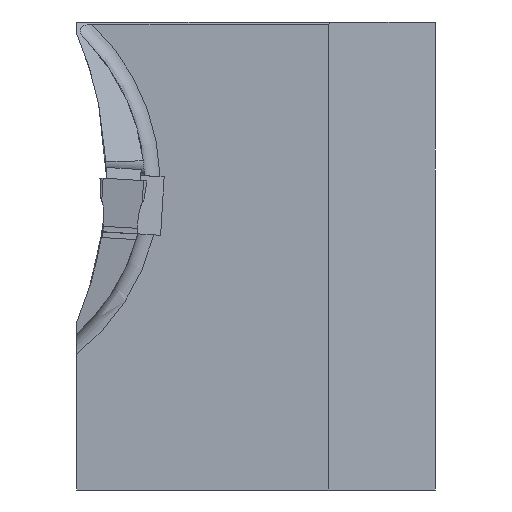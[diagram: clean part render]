
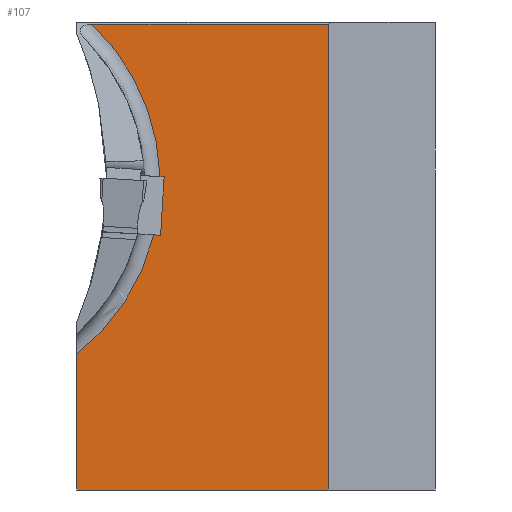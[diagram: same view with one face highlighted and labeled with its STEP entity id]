
A CAD part, left-side view. The second image highlights one B-rep face of the part: STEP entity #107.
In plain terms, the highlighted planar face has unit normal (-1, 0, 0).
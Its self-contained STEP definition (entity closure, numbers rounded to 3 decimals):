
#73=CIRCLE('',#1187,14.);
#74=CIRCLE('',#1188,14.);
#107=ADVANCED_FACE('',(#208),#168,.F.);
#168=PLANE('',#1189);
#208=FACE_OUTER_BOUND('',#269,.T.);
#269=EDGE_LOOP('',(#376,#377,#378,#379,#380,#381,#382,#383,#384));
#376=ORIENTED_EDGE('',*,*,#819,.F.);
#377=ORIENTED_EDGE('',*,*,#820,.F.);
#378=ORIENTED_EDGE('',*,*,#821,.F.);
#379=ORIENTED_EDGE('',*,*,#822,.T.);
#380=ORIENTED_EDGE('',*,*,#823,.T.);
#381=ORIENTED_EDGE('',*,*,#824,.F.);
#382=ORIENTED_EDGE('',*,*,#825,.T.);
#383=ORIENTED_EDGE('',*,*,#812,.F.);
#384=ORIENTED_EDGE('',*,*,#826,.T.);
#702=VERTEX_POINT('',#1643);
#703=VERTEX_POINT('',#1645);
#708=VERTEX_POINT('',#1659);
#709=VERTEX_POINT('',#1660);
#710=VERTEX_POINT('',#1662);
#711=VERTEX_POINT('',#1664);
#712=VERTEX_POINT('',#1666);
#713=VERTEX_POINT('',#1668);
#714=VERTEX_POINT('',#1670);
#812=EDGE_CURVE('',#702,#703,#974,.T.);
#819=EDGE_CURVE('',#708,#709,#979,.T.);
#820=EDGE_CURVE('',#710,#708,#980,.T.);
#821=EDGE_CURVE('',#711,#710,#981,.T.);
#822=EDGE_CURVE('',#711,#712,#73,.T.);
#823=EDGE_CURVE('',#712,#713,#982,.T.);
#824=EDGE_CURVE('',#714,#713,#983,.T.);
#825=EDGE_CURVE('',#714,#703,#984,.T.);
#826=EDGE_CURVE('',#702,#709,#74,.T.);
#974=LINE('',#1644,#1077);
#979=LINE('',#1658,#1082);
#980=LINE('',#1661,#1083);
#981=LINE('',#1663,#1084);
#982=LINE('',#1667,#1085);
#983=LINE('',#1669,#1086);
#984=LINE('',#1671,#1087);
#1077=VECTOR('',#1299,1.);
#1082=VECTOR('',#1312,1.);
#1083=VECTOR('',#1313,1.);
#1084=VECTOR('',#1314,1.);
#1085=VECTOR('',#1317,1.);
#1086=VECTOR('',#1318,1.);
#1087=VECTOR('',#1319,1.);
#1187=AXIS2_PLACEMENT_3D('',#1665,#1315,#1316);
#1188=AXIS2_PLACEMENT_3D('',#1672,#1320,#1321);
#1189=AXIS2_PLACEMENT_3D('',#1673,#1322,#1323);
#1299=DIRECTION('',(0.,-1.,0.));
#1312=DIRECTION('',(0.,0.998,0.061));
#1313=DIRECTION('',(0.,-0.061,0.998));
#1314=DIRECTION('',(0.,-0.998,-0.061));
#1315=DIRECTION('',(1.,0.,0.));
#1316=DIRECTION('',(0.,0.,-1.));
#1317=DIRECTION('',(0.,0.,-1.));
#1318=DIRECTION('',(0.,1.,0.));
#1319=DIRECTION('',(0.,0.,1.));
#1320=DIRECTION('',(1.,0.,0.));
#1321=DIRECTION('',(0.,0.,-1.));
#1322=DIRECTION('',(1.,0.,0.));
#1323=DIRECTION('',(0.,0.,-1.));
#1643=CARTESIAN_POINT('',(14.,22.02,9.862));
#1644=CARTESIAN_POINT('',(14.,-178.,9.862));
#1645=CARTESIAN_POINT('',(14.,6.862,9.862));
#1658=CARTESIAN_POINT('',(14.,31.574,0.938));
#1659=CARTESIAN_POINT('',(14.,17.388,0.071));
#1660=CARTESIAN_POINT('',(14.,17.655,0.087));
#1661=CARTESIAN_POINT('',(14.,17.464,-1.168));
#1662=CARTESIAN_POINT('',(14.,17.617,-3.672));
#1663=CARTESIAN_POINT('',(14.,31.803,-2.805));
#1664=CARTESIAN_POINT('',(14.,18.056,-3.645));
#1665=CARTESIAN_POINT('',(14.,31.65,-0.3));
#1666=CARTESIAN_POINT('',(14.,23.,-11.308));
#1667=CARTESIAN_POINT('',(14.,23.,-20.));
#1668=CARTESIAN_POINT('',(14.,23.,-20.));
#1669=CARTESIAN_POINT('',(14.,142.193,-20.));
#1670=CARTESIAN_POINT('',(14.,6.862,-20.));
#1671=CARTESIAN_POINT('',(14.,6.862,30.));
#1672=CARTESIAN_POINT('',(14.,31.65,-0.3));
#1673=CARTESIAN_POINT('',(14.,31.65,-0.3));
